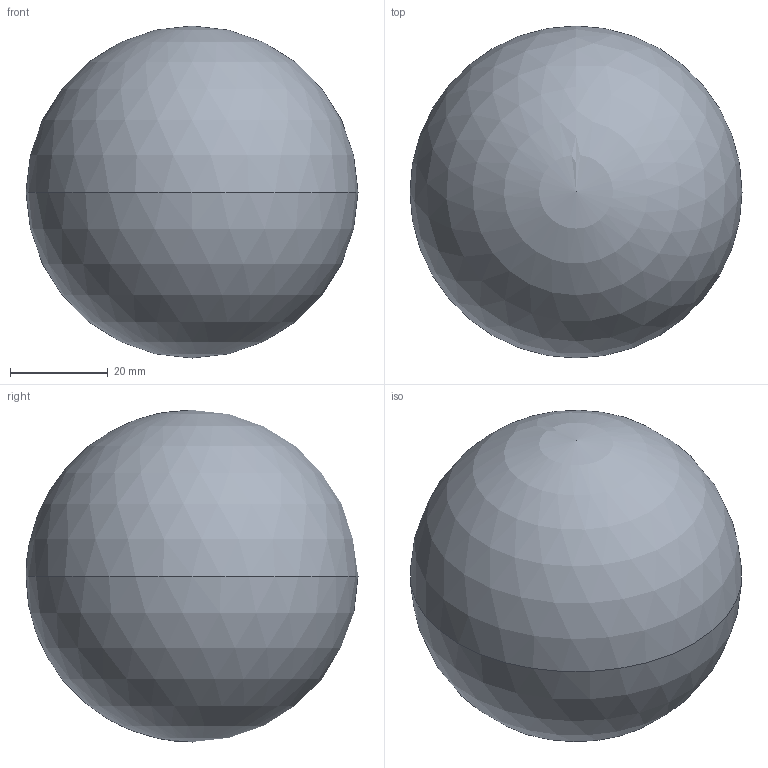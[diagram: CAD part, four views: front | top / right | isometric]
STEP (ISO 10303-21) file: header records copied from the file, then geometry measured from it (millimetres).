
FILE_DESCRIPTION (( 'STEP AP203' ), '1' );
FILE_NAME ('ball_Default_sldprt.STEP', '2023-10-11T15:09:28', ( '' ), ( '' ), 'SwSTEP 2.0', 'SolidWorks 2022', '' );
FILE_SCHEMA (( 'CONFIG_CONTROL_DESIGN' ));
Length unit declared in the file: millimetre
Products named in the file (1): ball_Default_sldprt
Bounding box: 68 x 68 x 68 mm (x, y, z)
Volume: 20842.9 mm3; surface area: 27800 mm2
Topology: 1 solids, 2 shells, 4 faces, 14 edges, 10 vertices
Faces by surface type: sphere 4
Entity records: 159 total; most frequent: DIRECTION 18, CARTESIAN_POINT 13, AXIS2_PLACEMENT_3D 9, ORIENTED_EDGE 8, PERSON_AND_ORGANIZATION 8, PERSON_AND_ORGANIZATION_ROLE 5, DATE_AND_TIME 5, CALENDAR_DATE 5
